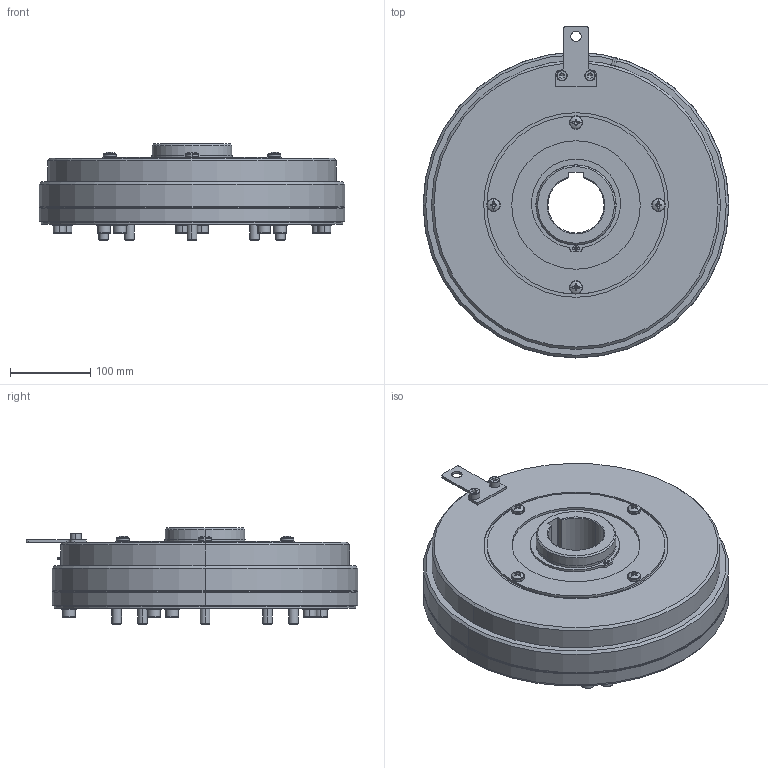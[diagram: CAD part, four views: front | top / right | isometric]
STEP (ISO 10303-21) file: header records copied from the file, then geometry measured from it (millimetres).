
FILE_DESCRIPTION (( 'STEP AP203' ), '1' );
FILE_NAME ('MMC 100E_23369400.STEP', '2016-06-27T05:16:00', ( ' ' ), ( '' ), 'SwSTEP 2.0', 'SolidWorks 2009', '' );
FILE_SCHEMA (( 'CONFIG_CONTROL_DESIGN' ));
Length unit declared in the file: millimetre
Products named in the file (1): MMC 100E_23369400
Bounding box: 381 x 413.5 x 119.8 mm (x, y, z)
Volume: 7842303.9 mm3; surface area: 526597.9 mm2
Topology: 1 solids, 37 shells, 1038 faces, 2384 edges, 1448 vertices
Faces by surface type: plane 534, cylinder 310, cone 98, torus 88, sphere 8
Entity records: 29087 total; most frequent: DIRECTION 5444, CARTESIAN_POINT 5003, ORIENTED_EDGE 4664, EDGE_CURVE 2332, AXIS2_PLACEMENT_3D 2113, VERTEX_POINT 1448, LINE 1218, VECTOR 1218
